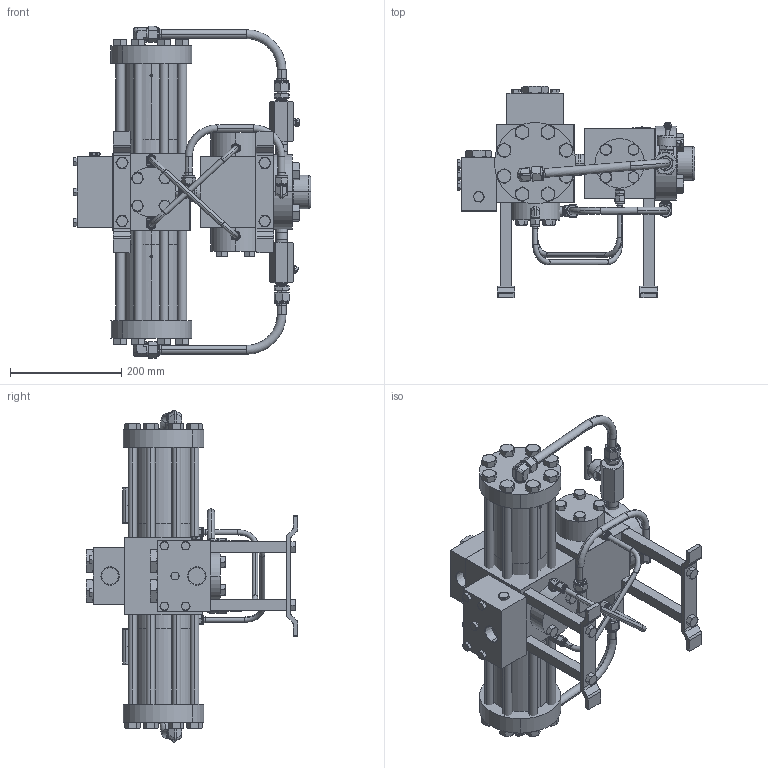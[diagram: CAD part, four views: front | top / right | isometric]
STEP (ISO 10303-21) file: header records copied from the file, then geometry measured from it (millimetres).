
FILE_DESCRIPTION (( 'STEP AP203' ), '1' );
FILE_NAME ('21020 PV GLYCOL PUMP (GAH).STEP', '2014-10-01T19:21:15', ( 'PCTech' ), ( 'Microsoft' ), 'SwSTEP 2.0', 'SolidWorks 2014', '' );
FILE_SCHEMA (( 'CONFIG_CONTROL_DESIGN' ));
Products named in the file (1): 21020 PV GLYCOL PUMP (GAH)
Bounding box: 426.85 x 380.17 x 596.66 mm (x, y, z)
Volume: 13755305.5 mm3; surface area: 1387368.5 mm2
Topology: 121 solids, 121 shells, 2978 faces, 6567 edges, 3915 vertices
Faces by surface type: plane 1215, cone 830, cylinder 601, bspline 169, torus 102, sphere 61
Entity records: 92674 total; most frequent: CARTESIAN_POINT 29774, ORIENTED_EDGE 13020, DIRECTION 12797, EDGE_CURVE 6510, AXIS2_PLACEMENT_3D 5020, VERTEX_POINT 3913, EDGE_LOOP 3141, FACE_OUTER_BOUND 2978
